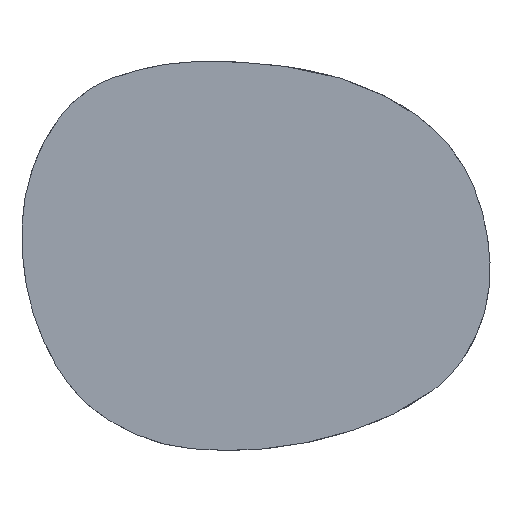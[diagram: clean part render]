
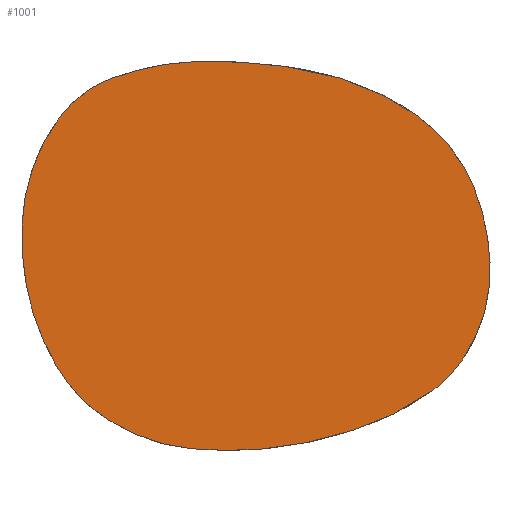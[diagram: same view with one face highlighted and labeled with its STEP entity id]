
A CAD part, front view. The second image highlights one B-rep face of the part: STEP entity #1001.
In plain terms, the highlighted face is planar.
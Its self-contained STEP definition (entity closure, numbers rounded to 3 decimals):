
#281=FACE_OUTER_BOUND('',#354,.T.);
#354=EDGE_LOOP('',(#804,#805,#806,#807,#808,#809,#810));
#410=B_SPLINE_CURVE_WITH_KNOTS('',3,(#5226,#5227,#5228,#5229,#5230,#5231,
#5232),.UNSPECIFIED.,.F.,.F.,(4,1,1,1,4),(0.,0.236,0.482,
0.736,1.),.UNSPECIFIED.);
#411=B_SPLINE_CURVE_WITH_KNOTS('',3,(#5234,#5235,#5236,#5237,#5238,#5239,
#5240,#5241,#5242,#5243),.UNSPECIFIED.,.F.,.F.,(4,1,1,1,1,1,1,4),(0.,0.125,
0.256,0.393,0.536,0.685,0.839,
1.),.UNSPECIFIED.);
#412=B_SPLINE_CURVE_WITH_KNOTS('',3,(#5245,#5246,#5247,#5248,#5249,#5250,
#5251,#5252,#5253,#5254,#5255,#5256,#5257,#5258,#5259,#5260,#5261,#5262,
#5263,#5264,#5265,#5266,#5267,#5268,#5269,#5270),.UNSPECIFIED.,.F.,.F.,
(4,1,1,1,1,1,1,1,1,1,1,1,1,1,1,1,1,1,1,1,1,1,1,4),(0.,0.039,
0.079,0.121,0.165,0.213,0.265,
0.321,0.379,0.432,0.481,0.527,
0.571,0.613,0.653,0.694,0.736,
0.779,0.82,0.859,0.895,0.931,
0.965,1.),.UNSPECIFIED.);
#413=B_SPLINE_CURVE_WITH_KNOTS('',3,(#5272,#5273,#5274,#5275,#5276,#5277,
#5278,#5279,#5280),.UNSPECIFIED.,.F.,.F.,(4,1,1,1,1,1,4),(0.,0.195,
0.379,0.551,0.712,0.862,1.),
 .UNSPECIFIED.);
#414=B_SPLINE_CURVE_WITH_KNOTS('',3,(#5282,#5283,#5284,#5285,#5286,#5287),
 .UNSPECIFIED.,.F.,.F.,(4,1,1,4),(0.,0.314,0.648,1.),
 .UNSPECIFIED.);
#415=B_SPLINE_CURVE_WITH_KNOTS('',3,(#5289,#5290,#5291,#5292,#5293,#5294),
 .UNSPECIFIED.,.F.,.F.,(4,1,1,4),(0.,0.341,0.675,1.),
 .UNSPECIFIED.);
#416=B_SPLINE_CURVE_WITH_KNOTS('',3,(#5295,#5296,#5297,#5298,#5299,#5300,
#5301,#5302,#5303,#5304,#5305,#5306,#5307,#5308,#5309,#5310,#5311,#5312,
#5313,#5314,#5315,#5316,#5317,#5318,#5319,#5320,#5321,#5322,#5323,#5324,
#5325,#5326,#5327,#5328,#5329),.UNSPECIFIED.,.F.,.F.,(4,1,1,1,1,1,1,1,1,
1,1,1,1,1,1,1,1,1,1,1,1,1,1,1,1,1,1,1,1,1,1,1,4),(0.,0.026,0.053,
0.082,0.112,0.145,0.178,0.213,
0.248,0.285,0.322,0.361,0.399,
0.438,0.477,0.516,0.554,0.59,
0.627,0.66,0.693,0.724,0.755,
0.783,0.811,0.837,0.862,0.886,
0.91,0.933,0.956,0.978,1.),
 .UNSPECIFIED.);
#493=VERTEX_POINT('',#5224);
#494=VERTEX_POINT('',#5225);
#495=VERTEX_POINT('',#5233);
#496=VERTEX_POINT('',#5244);
#497=VERTEX_POINT('',#5271);
#498=VERTEX_POINT('',#5281);
#499=VERTEX_POINT('',#5288);
#604=EDGE_CURVE('',#493,#494,#410,.T.);
#605=EDGE_CURVE('',#495,#493,#411,.T.);
#606=EDGE_CURVE('',#496,#495,#412,.T.);
#607=EDGE_CURVE('',#497,#496,#413,.T.);
#608=EDGE_CURVE('',#498,#497,#414,.T.);
#609=EDGE_CURVE('',#499,#498,#415,.T.);
#610=EDGE_CURVE('',#494,#499,#416,.T.);
#804=ORIENTED_EDGE('',*,*,#604,.F.);
#805=ORIENTED_EDGE('',*,*,#605,.F.);
#806=ORIENTED_EDGE('',*,*,#606,.F.);
#807=ORIENTED_EDGE('',*,*,#607,.F.);
#808=ORIENTED_EDGE('',*,*,#608,.F.);
#809=ORIENTED_EDGE('',*,*,#609,.F.);
#810=ORIENTED_EDGE('',*,*,#610,.F.);
#961=PLANE('',#1183);
#1001=ADVANCED_FACE('',(#281),#961,.F.);
#1183=AXIS2_PLACEMENT_3D('',#5223,#1362,#1363);
#1362=DIRECTION('center_axis',(0.,-1.,0.));
#1363=DIRECTION('ref_axis',(1.,0.,0.));
#5223=CARTESIAN_POINT('Origin',(0.,0.,0.));
#5224=CARTESIAN_POINT('',(87.975,0.,87.41));
#5225=CARTESIAN_POINT('',(74.496,0.,126.485));
#5226=CARTESIAN_POINT('Ctrl Pts',(87.975,0.,87.41));
#5227=CARTESIAN_POINT('Ctrl Pts',(87.681,0.,90.679));
#5228=CARTESIAN_POINT('Ctrl Pts',(86.683,0.,97.315));
#5229=CARTESIAN_POINT('Ctrl Pts',(83.949,0.,107.2));
#5230=CARTESIAN_POINT('Ctrl Pts',(79.905,0.,117.041));
#5231=CARTESIAN_POINT('Ctrl Pts',(76.426,0.,123.369));
#5232=CARTESIAN_POINT('Ctrl Pts',(74.496,0.,126.485));
#5233=CARTESIAN_POINT('',(60.444,0.,-26.63));
#5234=CARTESIAN_POINT('Ctrl Pts',(60.444,0.,-26.63));
#5235=CARTESIAN_POINT('Ctrl Pts',(63.374,0.,-22.593));
#5236=CARTESIAN_POINT('Ctrl Pts',(68.839,0.,-13.929));
#5237=CARTESIAN_POINT('Ctrl Pts',(75.576,0.,0.261));
#5238=CARTESIAN_POINT('Ctrl Pts',(80.964,0.,15.757));
#5239=CARTESIAN_POINT('Ctrl Pts',(85.215,0.,32.33));
#5240=CARTESIAN_POINT('Ctrl Pts',(87.974,0.,49.939));
#5241=CARTESIAN_POINT('Ctrl Pts',(89.063,0.,68.439));
#5242=CARTESIAN_POINT('Ctrl Pts',(88.55,0.,81.029));
#5243=CARTESIAN_POINT('Ctrl Pts',(87.975,0.,87.41));
#5244=CARTESIAN_POINT('',(-55.242,0.,-34.309));
#5245=CARTESIAN_POINT('Ctrl Pts',(-55.242,0.,-34.309));
#5246=CARTESIAN_POINT('Ctrl Pts',(-53.976,0.,-35.381));
#5247=CARTESIAN_POINT('Ctrl Pts',(-51.312,0.,-37.466));
#5248=CARTESIAN_POINT('Ctrl Pts',(-47.007,0.,-40.351));
#5249=CARTESIAN_POINT('Ctrl Pts',(-42.288,0.,-43.034));
#5250=CARTESIAN_POINT('Ctrl Pts',(-37.098,0.,-45.511));
#5251=CARTESIAN_POINT('Ctrl Pts',(-31.357,0.,-47.768));
#5252=CARTESIAN_POINT('Ctrl Pts',(-24.989,0.,-49.78));
#5253=CARTESIAN_POINT('Ctrl Pts',(-18.093,0.,-51.467));
#5254=CARTESIAN_POINT('Ctrl Pts',(-11.048,0.,-52.733));
#5255=CARTESIAN_POINT('Ctrl Pts',(-4.249,0.,-53.513));
#5256=CARTESIAN_POINT('Ctrl Pts',(2.103,0.,-53.799));
#5257=CARTESIAN_POINT('Ctrl Pts',(8.054,0.,-53.655));
#5258=CARTESIAN_POINT('Ctrl Pts',(13.667,0.,-53.121));
#5259=CARTESIAN_POINT('Ctrl Pts',(18.986,0.,-52.223));
#5260=CARTESIAN_POINT('Ctrl Pts',(24.096,0.,-50.959));
#5261=CARTESIAN_POINT('Ctrl Pts',(29.123,0.,-49.333));
#5262=CARTESIAN_POINT('Ctrl Pts',(34.132,0.,-47.321));
#5263=CARTESIAN_POINT('Ctrl Pts',(39.006,0.,-44.952));
#5264=CARTESIAN_POINT('Ctrl Pts',(43.555,0.,-42.331));
#5265=CARTESIAN_POINT('Ctrl Pts',(47.658,0.,-39.541));
#5266=CARTESIAN_POINT('Ctrl Pts',(51.346,0.,-36.596));
#5267=CARTESIAN_POINT('Ctrl Pts',(54.695,0.,-33.477));
#5268=CARTESIAN_POINT('Ctrl Pts',(57.736,0.,-30.167));
#5269=CARTESIAN_POINT('Ctrl Pts',(59.575,0.,-27.828));
#5270=CARTESIAN_POINT('Ctrl Pts',(60.444,0.,-26.63));
#5271=CARTESIAN_POINT('',(-92.699,0.,42.385));
#5272=CARTESIAN_POINT('Ctrl Pts',(-92.699,0.,42.385));
#5273=CARTESIAN_POINT('Ctrl Pts',(-91.959,0.,36.756));
#5274=CARTESIAN_POINT('Ctrl Pts',(-89.95,0.,25.892));
#5275=CARTESIAN_POINT('Ctrl Pts',(-85.279,0.,10.527));
#5276=CARTESIAN_POINT('Ctrl Pts',(-79.416,0.,-3.353));
#5277=CARTESIAN_POINT('Ctrl Pts',(-72.381,0.,-15.558));
#5278=CARTESIAN_POINT('Ctrl Pts',(-64.33,0.,-25.876));
#5279=CARTESIAN_POINT('Ctrl Pts',(-58.306,0.,-31.718));
#5280=CARTESIAN_POINT('Ctrl Pts',(-55.242,0.,-34.309));
#5281=CARTESIAN_POINT('',(-95.063,0.,85.552));
#5282=CARTESIAN_POINT('Ctrl Pts',(-95.063,0.,85.552));
#5283=CARTESIAN_POINT('Ctrl Pts',(-95.22,0.,81.022));
#5284=CARTESIAN_POINT('Ctrl Pts',(-95.238,0.,71.675));
#5285=CARTESIAN_POINT('Ctrl Pts',(-94.43,0.,57.266));
#5286=CARTESIAN_POINT('Ctrl Pts',(-93.362,0.,47.426));
#5287=CARTESIAN_POINT('Ctrl Pts',(-92.699,0.,42.385));
#5288=CARTESIAN_POINT('',(-87.208,0.,125.02));
#5289=CARTESIAN_POINT('Ctrl Pts',(-87.208,0.,125.02));
#5290=CARTESIAN_POINT('Ctrl Pts',(-88.789,0.,120.705));
#5291=CARTESIAN_POINT('Ctrl Pts',(-91.494,0.,112.014));
#5292=CARTESIAN_POINT('Ctrl Pts',(-94.124,0.,98.785));
#5293=CARTESIAN_POINT('Ctrl Pts',(-94.912,0.,89.93));
#5294=CARTESIAN_POINT('Ctrl Pts',(-95.063,0.,85.552));
#5295=CARTESIAN_POINT('Ctrl Pts',(74.496,0.,126.485));
#5296=CARTESIAN_POINT('Ctrl Pts',(73.613,0.,127.912));
#5297=CARTESIAN_POINT('Ctrl Pts',(71.743,0.,130.701));
#5298=CARTESIAN_POINT('Ctrl Pts',(68.502,0.,134.85));
#5299=CARTESIAN_POINT('Ctrl Pts',(64.798,0.,138.908));
#5300=CARTESIAN_POINT('Ctrl Pts',(60.482,0.,142.95));
#5301=CARTESIAN_POINT('Ctrl Pts',(55.716,0.,146.761));
#5302=CARTESIAN_POINT('Ctrl Pts',(50.391,0.,150.391));
#5303=CARTESIAN_POINT('Ctrl Pts',(44.691,0.,153.704));
#5304=CARTESIAN_POINT('Ctrl Pts',(38.539,0.,156.741));
#5305=CARTESIAN_POINT('Ctrl Pts',(32.112,0.,159.462));
#5306=CARTESIAN_POINT('Ctrl Pts',(25.34,0.,161.869));
#5307=CARTESIAN_POINT('Ctrl Pts',(18.351,0.,163.885));
#5308=CARTESIAN_POINT('Ctrl Pts',(11.125,0.,165.494));
#5309=CARTESIAN_POINT('Ctrl Pts',(3.773,0.,166.666));
#5310=CARTESIAN_POINT('Ctrl Pts',(-3.635,0.,167.398));
#5311=CARTESIAN_POINT('Ctrl Pts',(-11.029,0.,167.71));
#5312=CARTESIAN_POINT('Ctrl Pts',(-18.255,0.,167.587));
#5313=CARTESIAN_POINT('Ctrl Pts',(-25.325,0.,166.988));
#5314=CARTESIAN_POINT('Ctrl Pts',(-32.026,0.,165.951));
#5315=CARTESIAN_POINT('Ctrl Pts',(-38.46,0.,164.485));
#5316=CARTESIAN_POINT('Ctrl Pts',(-44.43,0.,162.675));
#5317=CARTESIAN_POINT('Ctrl Pts',(-50.096,0.,160.523));
#5318=CARTESIAN_POINT('Ctrl Pts',(-55.289,0.,158.143));
#5319=CARTESIAN_POINT('Ctrl Pts',(-60.174,0.,155.521));
#5320=CARTESIAN_POINT('Ctrl Pts',(-64.611,0.,152.77));
#5321=CARTESIAN_POINT('Ctrl Pts',(-68.723,0.,149.811));
#5322=CARTESIAN_POINT('Ctrl Pts',(-72.412,0.,146.733));
#5323=CARTESIAN_POINT('Ctrl Pts',(-75.781,0.,143.451));
#5324=CARTESIAN_POINT('Ctrl Pts',(-78.762,0.,140.049));
#5325=CARTESIAN_POINT('Ctrl Pts',(-81.41,0.,136.474));
#5326=CARTESIAN_POINT('Ctrl Pts',(-83.692,0.,132.791));
#5327=CARTESIAN_POINT('Ctrl Pts',(-85.642,0.,128.968));
#5328=CARTESIAN_POINT('Ctrl Pts',(-86.722,0.,126.348));
#5329=CARTESIAN_POINT('Ctrl Pts',(-87.208,0.,125.02));
